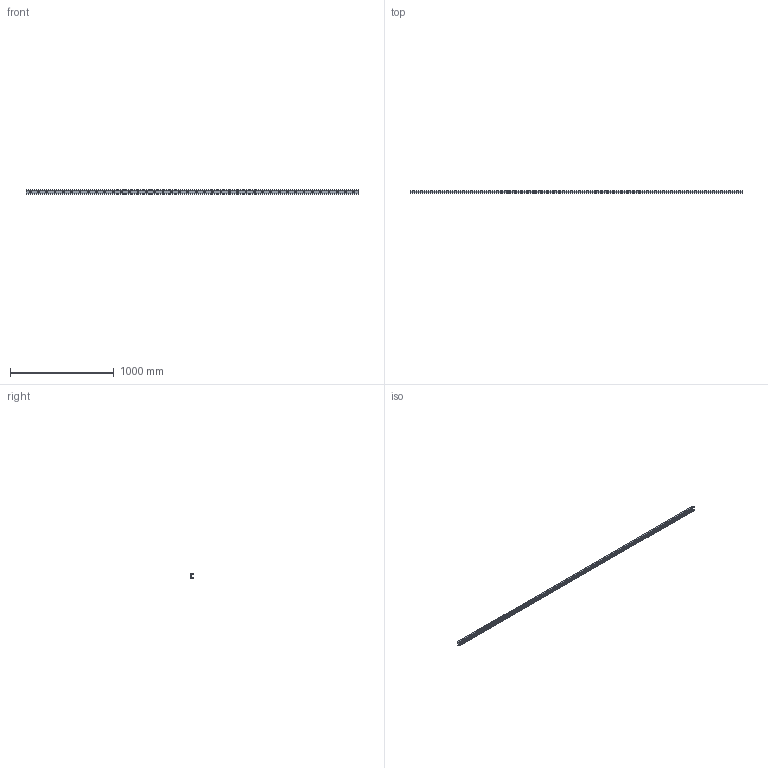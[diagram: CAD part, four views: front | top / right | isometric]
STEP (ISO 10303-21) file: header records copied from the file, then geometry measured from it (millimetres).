
FILE_DESCRIPTION((''),'2;1');
FILE_NAME('LCX 43-3200.C.stp','2016-04-28T09:41:21',('MRathmann'),(''),'Autodesk Inventor 2012','Autodesk Inventor 2012','');
FILE_SCHEMA(('CONFIG_CONTROL_DESIGN'));
Length unit declared in the file: millimetre
Products named in the file (1): LCX 43-3200.C
Bounding box: 3200 x 21 x 43 mm (x, y, z)
Volume: 1080035.3 mm3; surface area: 512600.4 mm2
Topology: 1 solids, 1 shells, 148 faces, 358 edges, 252 vertices
Faces by surface type: cylinder 93, plane 55
Full cylindrical faces by diameter (mm): 10.5 x40, 18 x40
Entity records: 3894 total; most frequent: DIRECTION 722, CARTESIAN_POINT 599, ORIENTED_EDGE 476, EDGE_LOOP 348, AXIS2_PLACEMENT_3D 335, EDGE_CURVE 238, VERTEX_POINT 212, FACE_BOUND 200
